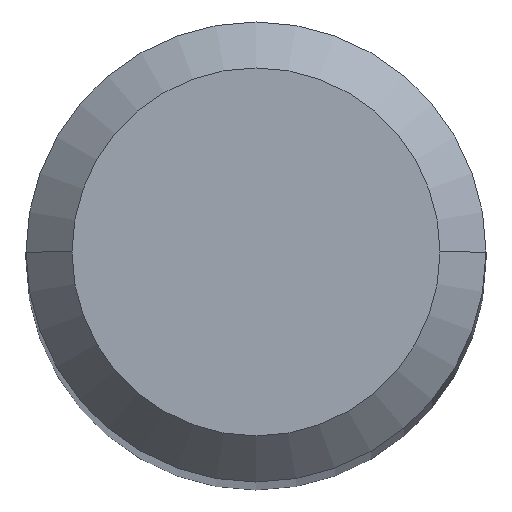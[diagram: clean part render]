
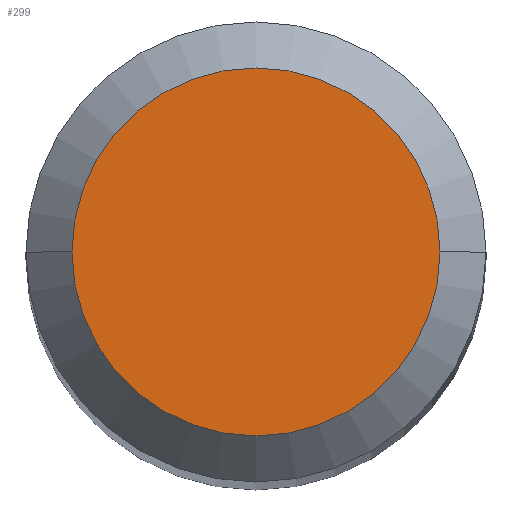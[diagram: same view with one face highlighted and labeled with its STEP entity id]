
A CAD part, top view. The second image highlights one B-rep face of the part: STEP entity #299.
In plain terms, the highlighted planar face has unit normal (0, 0, 1).
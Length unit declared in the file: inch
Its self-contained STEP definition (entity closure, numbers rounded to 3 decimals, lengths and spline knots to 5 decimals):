
#42 = DIRECTION ( 'NONE',  ( 0., 0., -1. ) ) ;
#77 = CIRCLE ( 'NONE', #275, 0.04724 ) ;
#80 = PLANE ( 'NONE',  #350 ) ;
#89 = DIRECTION ( 'NONE',  ( 0., 0., 1. ) ) ;
#136 = CARTESIAN_POINT ( 'NONE',  ( 0., 0., 0. ) ) ;
#138 = CARTESIAN_POINT ( 'NONE',  ( 0., 0., 0. ) ) ;
#189 = CIRCLE ( 'NONE', #471, 0.04724 ) ;
#194 = EDGE_CURVE ( 'NONE', #386, #267, #77, .T. ) ;
#230 = CARTESIAN_POINT ( 'NONE',  ( 0.04724, 0., 0. ) ) ;
#245 = ORIENTED_EDGE ( 'NONE', *, *, #194, .T. ) ;
#267 = VERTEX_POINT ( 'NONE', #230 ) ;
#275 = AXIS2_PLACEMENT_3D ( 'NONE', #138, #359, #311 ) ;
#286 = EDGE_LOOP ( 'NONE', ( #245, #308 ) ) ;
#299 = ADVANCED_FACE ( 'NONE', ( #418 ), #80, .F. ) ;
#308 = ORIENTED_EDGE ( 'NONE', *, *, #414, .T. ) ;
#311 = DIRECTION ( 'NONE',  ( 1., 0., 0. ) ) ;
#350 = AXIS2_PLACEMENT_3D ( 'NONE', #377, #42, #463 ) ;
#359 = DIRECTION ( 'NONE',  ( 0., 0., 1. ) ) ;
#377 = CARTESIAN_POINT ( 'NONE',  ( 0., 0., 0. ) ) ;
#386 = VERTEX_POINT ( 'NONE', #387 ) ;
#387 = CARTESIAN_POINT ( 'NONE',  ( -0.04724, 0., 0. ) ) ;
#414 = EDGE_CURVE ( 'NONE', #267, #386, #189, .T. ) ;
#418 = FACE_OUTER_BOUND ( 'NONE', #286, .T. ) ;
#424 = DIRECTION ( 'NONE',  ( 1., 0., 0. ) ) ;
#463 = DIRECTION ( 'NONE',  ( -1., 0., 0. ) ) ;
#471 = AXIS2_PLACEMENT_3D ( 'NONE', #136, #89, #424 ) ;
